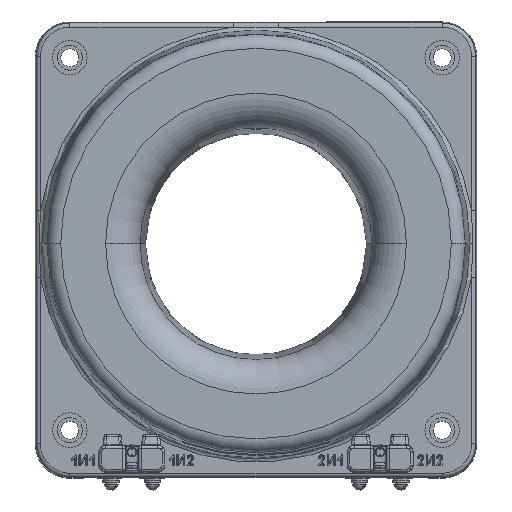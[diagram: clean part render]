
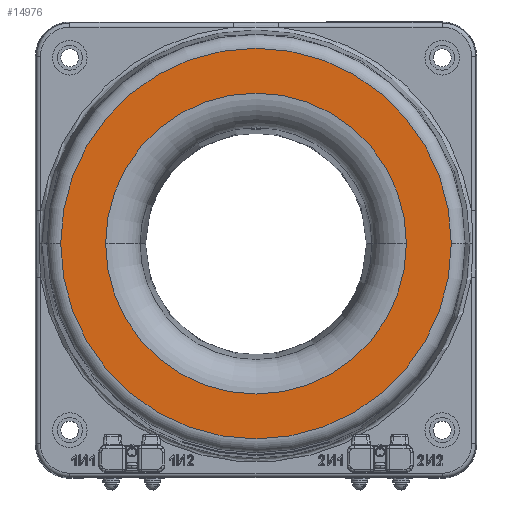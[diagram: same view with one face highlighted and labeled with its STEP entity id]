
A CAD part, top view. The second image highlights one B-rep face of the part: STEP entity #14976.
In plain terms, the highlighted planar face has unit normal (0, 0, 1).
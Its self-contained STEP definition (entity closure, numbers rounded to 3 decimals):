
#1820 = CIRCLE ( 'NONE', #8661, 109.099 ) ;
#1855 = CIRCLE ( 'NONE', #8672, 141.661 ) ;
#2450 = DIRECTION ( 'NONE',  ( 0., 0., -1. ) ) ;
#2454 = PLANE ( 'NONE',  #8659 ) ;
#2456 = DIRECTION ( 'NONE',  ( -1., 0., 0. ) ) ;
#2493 = CARTESIAN_POINT ( 'NONE',  ( -141.661, 0., 175. ) ) ;
#4606 = EDGE_LOOP ( 'NONE', ( #16279, #16315 ) ) ;
#4614 = EDGE_LOOP ( 'NONE', ( #16259, #16257 ) ) ;
#8659 = AXIS2_PLACEMENT_3D ( 'NONE', #2493, #2450, #2456 ) ;
#8661 = AXIS2_PLACEMENT_3D ( 'NONE', #22350, #22381, #22374 ) ;
#8672 = AXIS2_PLACEMENT_3D ( 'NONE', #22429, #22397, #22415 ) ;
#10733 = DIRECTION ( 'NONE',  ( -1., 0., 0. ) ) ;
#10736 = DIRECTION ( 'NONE',  ( 0., 0., -1. ) ) ;
#10743 = CARTESIAN_POINT ( 'NONE',  ( 0., 0., 175. ) ) ;
#10835 = CARTESIAN_POINT ( 'NONE',  ( 0., 0., 175. ) ) ;
#10841 = DIRECTION ( 'NONE',  ( 0., 0., 1. ) ) ;
#10886 = DIRECTION ( 'NONE',  ( 1., 0., 0. ) ) ;
#11738 = VERTEX_POINT ( 'NONE', #21133 ) ;
#11744 = VERTEX_POINT ( 'NONE', #21158 ) ;
#11746 = VERTEX_POINT ( 'NONE', #21138 ) ;
#11759 = VERTEX_POINT ( 'NONE', #21238 ) ;
#14392 = EDGE_CURVE ( 'NONE', #11738, #11744, #1820, .T. ) ;
#14416 = EDGE_CURVE ( 'NONE', #11746, #11759, #1855, .T. ) ;
#14976 = ADVANCED_FACE ( 'NONE', ( #25830, #25777 ), #2454, .F. ) ;
#16257 = ORIENTED_EDGE ( 'NONE', *, *, #22788, .T. ) ;
#16259 = ORIENTED_EDGE ( 'NONE', *, *, #14416, .T. ) ;
#16279 = ORIENTED_EDGE ( 'NONE', *, *, #14392, .T. ) ;
#16315 = ORIENTED_EDGE ( 'NONE', *, *, #22762, .T. ) ;
#21133 = CARTESIAN_POINT ( 'NONE',  ( -109.099, 0., 175. ) ) ;
#21138 = CARTESIAN_POINT ( 'NONE',  ( 141.661, 0., 175. ) ) ;
#21158 = CARTESIAN_POINT ( 'NONE',  ( 109.099, 0., 175. ) ) ;
#21238 = CARTESIAN_POINT ( 'NONE',  ( -141.661, 0., 175. ) ) ;
#22350 = CARTESIAN_POINT ( 'NONE',  ( 0., 0., 175. ) ) ;
#22374 = DIRECTION ( 'NONE',  ( -1., 0., 0. ) ) ;
#22381 = DIRECTION ( 'NONE',  ( 0., 0., -1. ) ) ;
#22397 = DIRECTION ( 'NONE',  ( 0., 0., 1. ) ) ;
#22415 = DIRECTION ( 'NONE',  ( 1., 0., 0. ) ) ;
#22429 = CARTESIAN_POINT ( 'NONE',  ( 0., 0., 175. ) ) ;
#22762 = EDGE_CURVE ( 'NONE', #11744, #11738, #24855, .T. ) ;
#22788 = EDGE_CURVE ( 'NONE', #11759, #11746, #24633, .T. ) ;
#24633 = CIRCLE ( 'NONE', #25068, 141.661 ) ;
#24855 = CIRCLE ( 'NONE', #25016, 109.099 ) ;
#25016 = AXIS2_PLACEMENT_3D ( 'NONE', #10743, #10736, #10733 ) ;
#25068 = AXIS2_PLACEMENT_3D ( 'NONE', #10835, #10841, #10886 ) ;
#25777 = FACE_OUTER_BOUND ( 'NONE', #4614, .T. ) ;
#25830 = FACE_BOUND ( 'NONE', #4606, .T. ) ;
